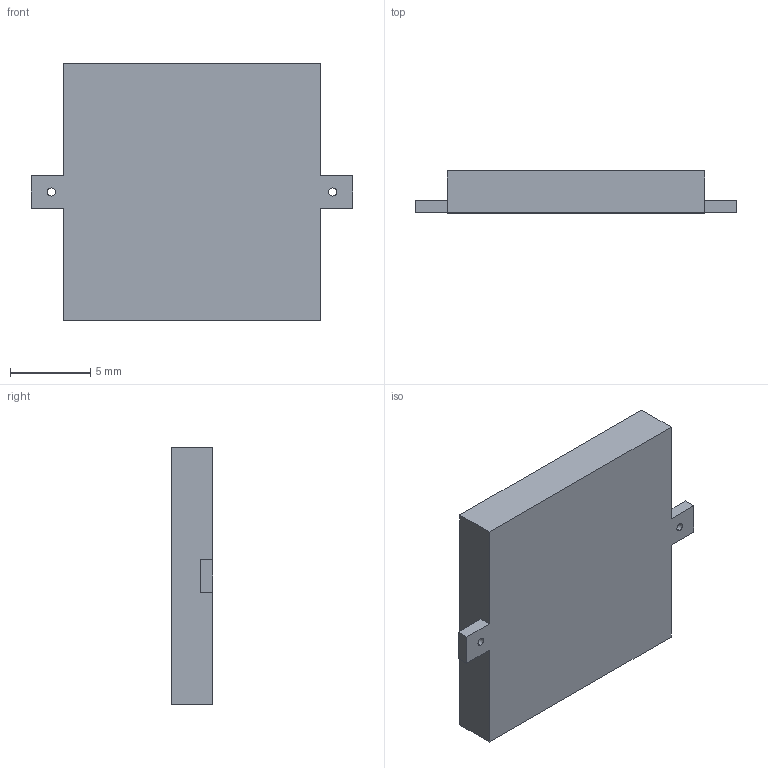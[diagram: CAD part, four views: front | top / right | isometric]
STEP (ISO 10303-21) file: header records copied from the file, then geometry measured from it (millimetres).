
FILE_DESCRIPTION (( 'STEP AP214' ), '1' );
FILE_NAME ('DRD-B840 KMTG1612.STEP', '2020-10-15T01:54:54', ( '' ), ( '' ), 'SwSTEP 2.0', 'SolidWorks 2019', '' );
FILE_SCHEMA (( 'AUTOMOTIVE_DESIGN' ));
Length unit declared in the file: millimetre
Products named in the file (1): DRD-B840 KMTG1612
Bounding box: 20 x 2.6 x 16 mm (x, y, z)
Volume: 665.4 mm3; surface area: 717 mm2
Topology: 1 solids, 1 shells, 32 faces, 81 edges, 54 vertices
Faces by surface type: plane 28, cylinder 4
Entity records: 995 total; most frequent: CARTESIAN_POINT 168, ORIENTED_EDGE 162, DIRECTION 155, EDGE_CURVE 81, VECTOR 73, LINE 73, VERTEX_POINT 54, AXIS2_PLACEMENT_3D 41
